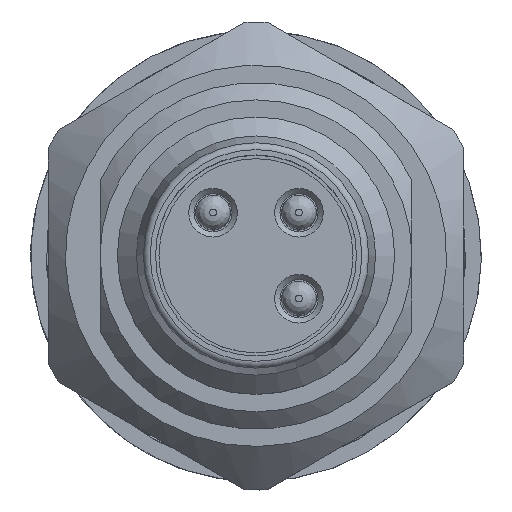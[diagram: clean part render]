
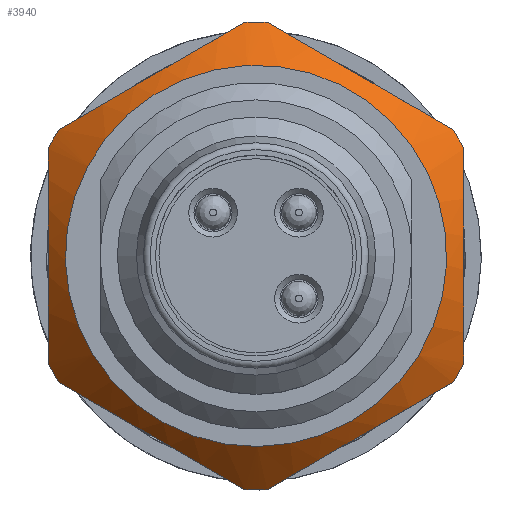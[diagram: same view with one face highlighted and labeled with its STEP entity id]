
A CAD part, top view. The second image highlights one B-rep face of the part: STEP entity #3940.
In plain terms, the highlighted conical face has half-angle 45 degrees and reference radius 5.75 mm.
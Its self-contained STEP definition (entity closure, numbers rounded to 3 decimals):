
#122=(
BOUNDED_CURVE()
B_SPLINE_CURVE(2,(#5914,#5915,#5916),.UNSPECIFIED.,.F.,.F.)
B_SPLINE_CURVE_WITH_KNOTS((3,3),(0.047,0.701),
 .UNSPECIFIED.)
CURVE()
GEOMETRIC_REPRESENTATION_ITEM()
RATIONAL_B_SPLINE_CURVE((1.02,1.147,1.02))
REPRESENTATION_ITEM('')
);
#123=(
BOUNDED_CURVE()
B_SPLINE_CURVE(2,(#5925,#5926,#5927),.UNSPECIFIED.,.F.,.F.)
B_SPLINE_CURVE_WITH_KNOTS((3,3),(0.047,0.701),
 .UNSPECIFIED.)
CURVE()
GEOMETRIC_REPRESENTATION_ITEM()
RATIONAL_B_SPLINE_CURVE((1.02,1.147,1.02))
REPRESENTATION_ITEM('')
);
#124=(
BOUNDED_CURVE()
B_SPLINE_CURVE(2,(#5935,#5936,#5937),.UNSPECIFIED.,.F.,.F.)
B_SPLINE_CURVE_WITH_KNOTS((3,3),(0.047,0.701),
 .UNSPECIFIED.)
CURVE()
GEOMETRIC_REPRESENTATION_ITEM()
RATIONAL_B_SPLINE_CURVE((1.02,1.147,1.02))
REPRESENTATION_ITEM('')
);
#125=(
BOUNDED_CURVE()
B_SPLINE_CURVE(2,(#5945,#5946,#5947),.UNSPECIFIED.,.F.,.F.)
B_SPLINE_CURVE_WITH_KNOTS((3,3),(0.047,0.701),
 .UNSPECIFIED.)
CURVE()
GEOMETRIC_REPRESENTATION_ITEM()
RATIONAL_B_SPLINE_CURVE((1.02,1.147,1.02))
REPRESENTATION_ITEM('')
);
#126=(
BOUNDED_CURVE()
B_SPLINE_CURVE(2,(#5951,#5952,#5953),.UNSPECIFIED.,.F.,.F.)
B_SPLINE_CURVE_WITH_KNOTS((3,3),(0.047,0.701),
 .UNSPECIFIED.)
CURVE()
GEOMETRIC_REPRESENTATION_ITEM()
RATIONAL_B_SPLINE_CURVE((1.02,1.147,1.02))
REPRESENTATION_ITEM('')
);
#127=(
BOUNDED_CURVE()
B_SPLINE_CURVE(2,(#5956,#5957,#5958),.UNSPECIFIED.,.F.,.F.)
B_SPLINE_CURVE_WITH_KNOTS((3,3),(0.047,0.701),
 .UNSPECIFIED.)
CURVE()
GEOMETRIC_REPRESENTATION_ITEM()
RATIONAL_B_SPLINE_CURVE((1.02,1.147,1.02))
REPRESENTATION_ITEM('')
);
#139=CONICAL_SURFACE('',#4216,5.75,45.);
#1040=FACE_BOUND('',#1363,.T.);
#1116=FACE_OUTER_BOUND('',#1362,.T.);
#1362=EDGE_LOOP('',(#2838,#2839,#2840,#2841,#2842,#2843,#2844,#2845,#2846,
#2847,#2848,#2849));
#1363=EDGE_LOOP('',(#2850));
#1669=CIRCLE('',#4195,5.5);
#1679=CIRCLE('',#4209,6.75);
#1680=CIRCLE('',#4212,6.75);
#1681=CIRCLE('',#4215,6.75);
#1682=CIRCLE('',#4217,6.75);
#1683=CIRCLE('',#4218,6.75);
#1684=CIRCLE('',#4219,6.75);
#1889=VERTEX_POINT('',#5860);
#1907=VERTEX_POINT('',#5911);
#1908=VERTEX_POINT('',#5913);
#1909=VERTEX_POINT('',#5919);
#1910=VERTEX_POINT('',#5923);
#1911=VERTEX_POINT('',#5929);
#1912=VERTEX_POINT('',#5933);
#1913=VERTEX_POINT('',#5939);
#1914=VERTEX_POINT('',#5943);
#1915=VERTEX_POINT('',#5944);
#1916=VERTEX_POINT('',#5948);
#1917=VERTEX_POINT('',#5950);
#1918=VERTEX_POINT('',#5955);
#2259=EDGE_CURVE('',#1889,#1889,#1669,.T.);
#2278=EDGE_CURVE('',#1907,#1908,#122,.T.);
#2281=EDGE_CURVE('',#1909,#1907,#1679,.T.);
#2283=EDGE_CURVE('',#1910,#1909,#123,.T.);
#2285=EDGE_CURVE('',#1911,#1910,#1680,.T.);
#2287=EDGE_CURVE('',#1912,#1911,#124,.T.);
#2289=EDGE_CURVE('',#1913,#1912,#1681,.T.);
#2290=EDGE_CURVE('',#1914,#1915,#125,.T.);
#2291=EDGE_CURVE('',#1916,#1914,#1682,.T.);
#2292=EDGE_CURVE('',#1917,#1916,#126,.T.);
#2293=EDGE_CURVE('',#1908,#1917,#1683,.T.);
#2294=EDGE_CURVE('',#1918,#1913,#127,.T.);
#2295=EDGE_CURVE('',#1915,#1918,#1684,.T.);
#2838=ORIENTED_EDGE('',*,*,#2290,.F.);
#2839=ORIENTED_EDGE('',*,*,#2291,.F.);
#2840=ORIENTED_EDGE('',*,*,#2292,.F.);
#2841=ORIENTED_EDGE('',*,*,#2293,.F.);
#2842=ORIENTED_EDGE('',*,*,#2278,.F.);
#2843=ORIENTED_EDGE('',*,*,#2281,.F.);
#2844=ORIENTED_EDGE('',*,*,#2283,.F.);
#2845=ORIENTED_EDGE('',*,*,#2285,.F.);
#2846=ORIENTED_EDGE('',*,*,#2287,.F.);
#2847=ORIENTED_EDGE('',*,*,#2289,.F.);
#2848=ORIENTED_EDGE('',*,*,#2294,.F.);
#2849=ORIENTED_EDGE('',*,*,#2295,.F.);
#2850=ORIENTED_EDGE('',*,*,#2259,.F.);
#3940=ADVANCED_FACE('',(#1116,#1040),#139,.T.);
#4195=AXIS2_PLACEMENT_3D('',#5861,#4680,#4681);
#4209=AXIS2_PLACEMENT_3D('',#5921,#4713,#4714);
#4212=AXIS2_PLACEMENT_3D('',#5931,#4721,#4722);
#4215=AXIS2_PLACEMENT_3D('',#5941,#4729,#4730);
#4216=AXIS2_PLACEMENT_3D('',#5942,#4731,#4732);
#4217=AXIS2_PLACEMENT_3D('',#5949,#4733,#4734);
#4218=AXIS2_PLACEMENT_3D('',#5954,#4735,#4736);
#4219=AXIS2_PLACEMENT_3D('',#5959,#4737,#4738);
#4680=DIRECTION('center_axis',(0.,0.,
1.));
#4681=DIRECTION('ref_axis',(-0.5,0.866,0.));
#4713=DIRECTION('center_axis',(0.,0.,
-1.));
#4714=DIRECTION('ref_axis',(0.866,0.5,0.));
#4721=DIRECTION('center_axis',(0.,0.,
-1.));
#4722=DIRECTION('ref_axis',(0.866,0.5,0.));
#4729=DIRECTION('center_axis',(0.,0.,
-1.));
#4730=DIRECTION('ref_axis',(0.866,0.5,0.));
#4731=DIRECTION('center_axis',(0.,0.,
-1.));
#4732=DIRECTION('ref_axis',(-0.5,0.866,0.));
#4733=DIRECTION('center_axis',(0.,0.,
-1.));
#4734=DIRECTION('ref_axis',(0.866,0.5,0.));
#4735=DIRECTION('center_axis',(0.,0.,
-1.));
#4736=DIRECTION('ref_axis',(0.866,0.5,0.));
#4737=DIRECTION('center_axis',(0.,0.,
-1.));
#4738=DIRECTION('ref_axis',(0.866,0.5,0.));
#5860=CARTESIAN_POINT('',(10.74,6.183,18.403));
#5861=CARTESIAN_POINT('Origin',(7.99,10.946,18.403));
#5911=CARTESIAN_POINT('',(7.668,4.204,17.153));
#5913=CARTESIAN_POINT('',(2.312,7.296,17.153));
#5914=CARTESIAN_POINT('Ctrl Pts',(7.668,4.204,17.153));
#5915=CARTESIAN_POINT('Ctrl Pts',(4.99,5.75,18.57));
#5916=CARTESIAN_POINT('Ctrl Pts',(2.312,7.296,17.153));
#5919=CARTESIAN_POINT('',(8.312,4.204,17.153));
#5921=CARTESIAN_POINT('Origin',(7.99,10.946,17.153));
#5923=CARTESIAN_POINT('',(13.668,7.296,17.153));
#5925=CARTESIAN_POINT('Ctrl Pts',(13.668,7.296,17.153));
#5926=CARTESIAN_POINT('Ctrl Pts',(10.99,5.75,18.57));
#5927=CARTESIAN_POINT('Ctrl Pts',(8.312,4.204,17.153));
#5929=CARTESIAN_POINT('',(13.99,7.854,17.153));
#5931=CARTESIAN_POINT('Origin',(7.99,10.946,17.153));
#5933=CARTESIAN_POINT('',(13.99,14.039,17.153));
#5935=CARTESIAN_POINT('Ctrl Pts',(13.99,14.039,17.153));
#5936=CARTESIAN_POINT('Ctrl Pts',(13.99,10.946,18.57));
#5937=CARTESIAN_POINT('Ctrl Pts',(13.99,7.854,17.153));
#5939=CARTESIAN_POINT('',(13.668,14.596,17.153));
#5941=CARTESIAN_POINT('Origin',(7.99,10.946,17.153));
#5942=CARTESIAN_POINT('Origin',(7.99,10.946,18.153));
#5943=CARTESIAN_POINT('',(2.312,14.596,17.153));
#5944=CARTESIAN_POINT('',(7.668,17.689,17.153));
#5945=CARTESIAN_POINT('Ctrl Pts',(2.312,14.596,17.153));
#5946=CARTESIAN_POINT('Ctrl Pts',(4.99,16.142,18.57));
#5947=CARTESIAN_POINT('Ctrl Pts',(7.668,17.689,17.153));
#5948=CARTESIAN_POINT('',(1.99,14.038,17.153));
#5949=CARTESIAN_POINT('Origin',(7.99,10.946,17.153));
#5950=CARTESIAN_POINT('',(1.99,7.854,17.153));
#5951=CARTESIAN_POINT('Ctrl Pts',(1.99,7.854,17.153));
#5952=CARTESIAN_POINT('Ctrl Pts',(1.99,10.946,18.57));
#5953=CARTESIAN_POINT('Ctrl Pts',(1.99,14.038,17.153));
#5954=CARTESIAN_POINT('Origin',(7.99,10.946,17.153));
#5955=CARTESIAN_POINT('',(8.312,17.689,17.153));
#5956=CARTESIAN_POINT('Ctrl Pts',(8.312,17.689,17.153));
#5957=CARTESIAN_POINT('Ctrl Pts',(10.99,16.142,18.57));
#5958=CARTESIAN_POINT('Ctrl Pts',(13.668,14.596,17.153));
#5959=CARTESIAN_POINT('Origin',(7.99,10.946,17.153));
